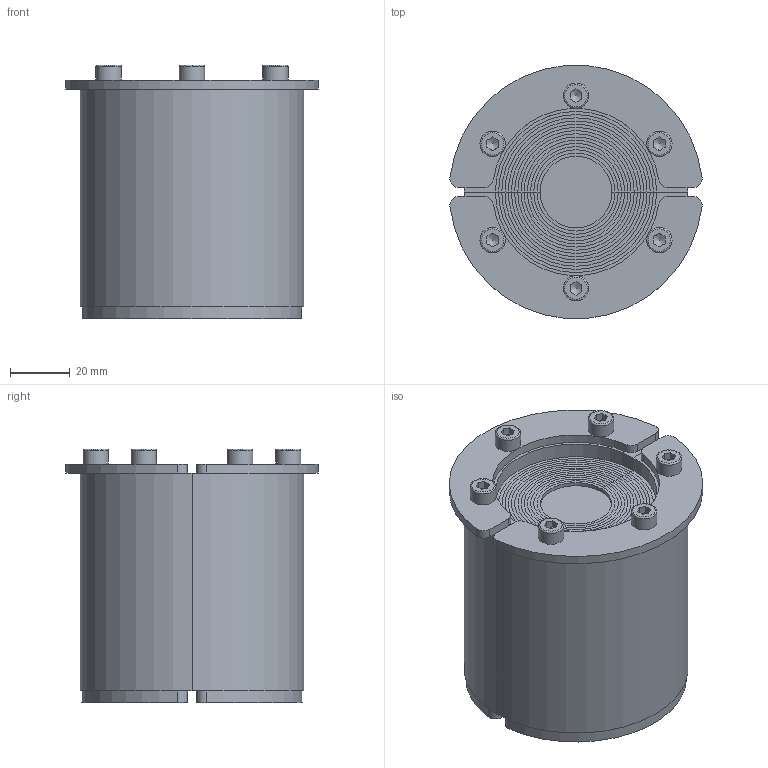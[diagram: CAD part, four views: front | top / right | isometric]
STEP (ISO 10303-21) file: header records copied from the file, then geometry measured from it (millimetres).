
FILE_DESCRIPTION((''),'2;1');
FILE_NAME('RS75.stp','2017-02-06T09:50:36',('se-mareng'),(''),'Autodesk Inventor 2013','Autodesk Inventor 2013','');
FILE_SCHEMA(('AUTOMOTIVE_DESIGN { 1 0 10303 214 1 1 1 1 }'));
Length unit declared in the file: millimetre
Products named in the file (8): 100-033972; 100-033973; 100-033979; 100-033978; 100-033976; 100-033977; 100-033975; 100-033974
Assembly tree (15 placements, depth 3):
  100-033972
    100-033973  x2
      100-033979
      100-033978
    100-033976  x2
    100-033977  x2
    100-033975  x6
    100-033974
Bounding box: 84.48 x 84.69 x 85 mm (x, y, z)
Volume: 316626.7 mm3; surface area: 292555.3 mm2
Topology: 41 solids, 41 shells, 355 faces, 777 edges, 510 vertices
Faces by surface type: plane 192, cylinder 127, cone 24, torus 12
Full cylindrical faces by diameter (mm): 3.5 x6, 4.134 x6, 4.8 x12, 5 x12, 8.5 x6, 24 x1
Entity records: 4230 total; most frequent: DIRECTION 746, CARTESIAN_POINT 672, ORIENTED_EDGE 570, AXIS2_PLACEMENT_3D 295, EDGE_CURVE 285, VERTEX_POINT 203, EDGE_LOOP 196, VECTOR 156
